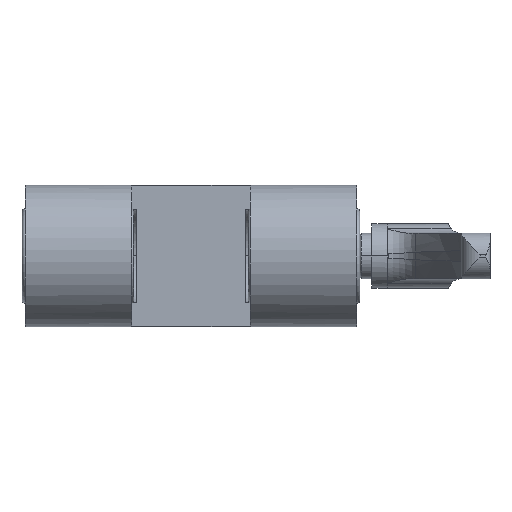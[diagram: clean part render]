
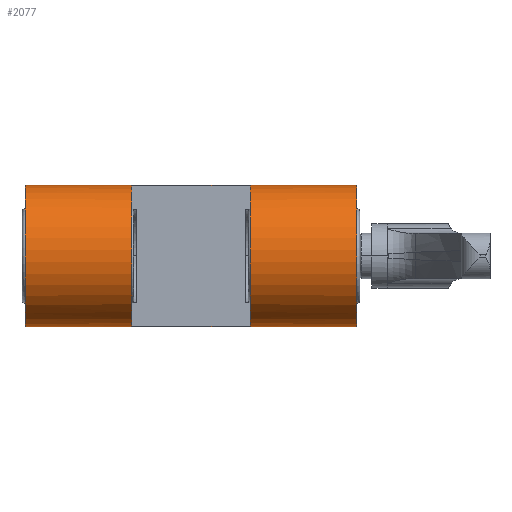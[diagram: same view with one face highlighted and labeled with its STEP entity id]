
A CAD part, front view. The second image highlights one B-rep face of the part: STEP entity #2077.
In plain terms, the highlighted cylindrical face has radius 21 mm (diameter 42 mm), a partial arc.
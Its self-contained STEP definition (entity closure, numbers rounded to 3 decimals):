
#1=CARTESIAN_POINT('',(-49.,5.,0.));
#2=DIRECTION('',(1.,0.,0.));
#3=DIRECTION('',(0.,0.524,0.852));
#4=AXIS2_PLACEMENT_3D('',#1,#2,#3);
#20=DIRECTION('',(1.,0.,0.));
#21=VECTOR('',#20,98.);
#22=CARTESIAN_POINT('',(-49.,16.,17.889));
#23=LINE('',#22,#21);
#24=CARTESIAN_POINT('',(-17.5,5.,0.));
#25=DIRECTION('',(1.,0.,0.));
#26=DIRECTION('',(0.,-0.157,0.988));
#27=AXIS2_PLACEMENT_3D('',#24,#25,#26);
#29=DIRECTION('',(1.,0.,0.));
#30=VECTOR('',#29,35.);
#31=CARTESIAN_POINT('',(-17.5,1.7,-20.739));
#32=LINE('',#31,#30);
#33=CARTESIAN_POINT('',(17.5,5.,0.));
#34=DIRECTION('',(1.,0.,0.));
#35=DIRECTION('',(0.,-0.157,0.988));
#36=AXIS2_PLACEMENT_3D('',#33,#34,#35);
#38=DIRECTION('',(1.,0.,0.));
#39=VECTOR('',#38,35.);
#40=CARTESIAN_POINT('',(-17.5,1.7,20.739));
#41=LINE('',#40,#39);
#42=DIRECTION('',(1.,0.,0.));
#43=VECTOR('',#42,98.);
#44=CARTESIAN_POINT('',(-49.,16.,-17.889));
#45=LINE('',#44,#43);
#86=CARTESIAN_POINT('',(49.,5.,0.));
#87=DIRECTION('',(1.,0.,0.));
#88=DIRECTION('',(0.,0.524,0.852));
#89=AXIS2_PLACEMENT_3D('',#86,#87,#88);
#1671=CARTESIAN_POINT('',(-49.,16.,-17.889));
#1672=CARTESIAN_POINT('',(-49.,16.,17.889));
#1673=VERTEX_POINT('',#1671);
#1674=VERTEX_POINT('',#1672);
#1675=CARTESIAN_POINT('',(49.,16.,-17.889));
#1676=CARTESIAN_POINT('',(49.,16.,17.889));
#1677=VERTEX_POINT('',#1675);
#1678=VERTEX_POINT('',#1676);
#1755=CARTESIAN_POINT('',(-17.5,1.7,20.739));
#1756=CARTESIAN_POINT('',(-17.5,1.7,-20.739));
#1757=VERTEX_POINT('',#1755);
#1758=VERTEX_POINT('',#1756);
#1759=CARTESIAN_POINT('',(17.5,1.7,20.739));
#1760=CARTESIAN_POINT('',(17.5,1.7,-20.739));
#1761=VERTEX_POINT('',#1759);
#1762=VERTEX_POINT('',#1760);
#2053=CARTESIAN_POINT('',(-49.,5.,0.));
#2054=DIRECTION('',(1.,0.,0.));
#2055=DIRECTION('',(0.,-1.,0.));
#2056=AXIS2_PLACEMENT_3D('',#2053,#2054,#2055);
#2057=CYLINDRICAL_SURFACE('',#2056,21.);
#2058=ORIENTED_EDGE('',*,*,#2040,.F.);
#2060=ORIENTED_EDGE('',*,*,#2059,.T.);
#2062=ORIENTED_EDGE('',*,*,#2061,.T.);
#2064=ORIENTED_EDGE('',*,*,#2063,.F.);
#2065=EDGE_LOOP('',(#2058,#2060,#2062,#2064));
#2066=FACE_OUTER_BOUND('',#2065,.F.);
#2068=ORIENTED_EDGE('',*,*,#2067,.T.);
#2070=ORIENTED_EDGE('',*,*,#2069,.T.);
#2072=ORIENTED_EDGE('',*,*,#2071,.F.);
#2074=ORIENTED_EDGE('',*,*,#2073,.F.);
#2075=EDGE_LOOP('',(#2068,#2070,#2072,#2074));
#2076=FACE_BOUND('',#2075,.F.);
#2077=ADVANCED_FACE('',(#2066,#2076),#2057,.T.);
#5=CIRCLE('',#4,21.);
#28=CIRCLE('',#27,21.);
#37=CIRCLE('',#36,21.);
#90=CIRCLE('',#89,21.);
#2040=EDGE_CURVE('',#1674,#1673,#5,.T.);
#2059=EDGE_CURVE('',#1674,#1678,#23,.T.);
#2061=EDGE_CURVE('',#1678,#1677,#90,.T.);
#2063=EDGE_CURVE('',#1673,#1677,#45,.T.);
#2067=EDGE_CURVE('',#1757,#1758,#28,.T.);
#2069=EDGE_CURVE('',#1758,#1762,#32,.T.);
#2071=EDGE_CURVE('',#1761,#1762,#37,.T.);
#2073=EDGE_CURVE('',#1757,#1761,#41,.T.);
